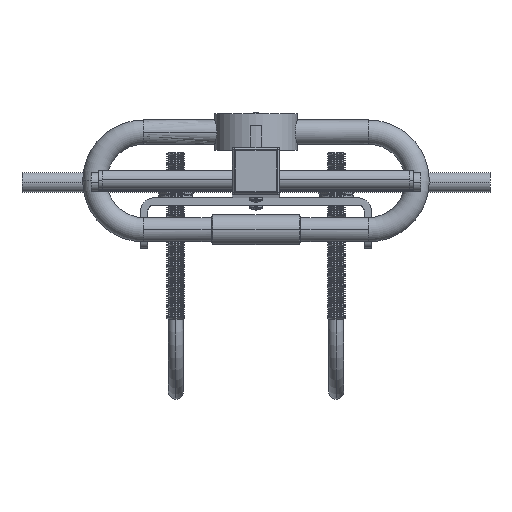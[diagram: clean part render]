
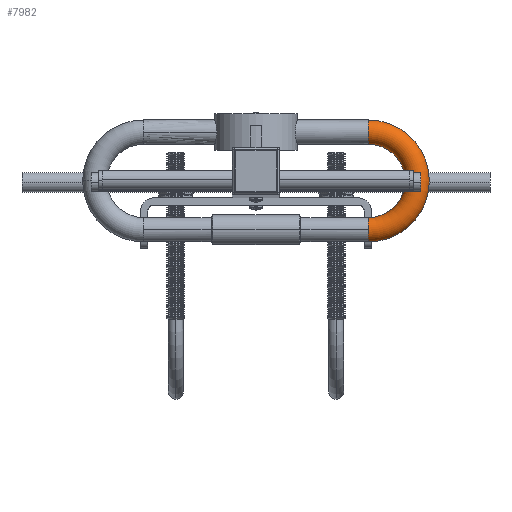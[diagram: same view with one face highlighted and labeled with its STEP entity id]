
A CAD part, top view. The second image highlights one B-rep face of the part: STEP entity #7982.
In plain terms, the highlighted toroidal (fillet/blend) face has major radius 20.701 mm and minor radius 5.144 mm.
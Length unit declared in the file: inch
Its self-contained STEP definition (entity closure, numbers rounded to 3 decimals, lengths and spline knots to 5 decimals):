
#1253 = CIRCLE ( 'NONE', #35096, 0.2025 ) ;
#2483 = DIRECTION ( 'NONE',  ( 0., 0., -1. ) ) ;
#2897 = VERTEX_POINT ( 'NONE', #11306 ) ;
#3386 = EDGE_LOOP ( 'NONE', ( #11084, #12489, #20887, #7078, #22127 ) ) ;
#3453 = CARTESIAN_POINT ( 'NONE',  ( 0., -0.815, 1.875 ) ) ;
#4075 = CARTESIAN_POINT ( 'NONE',  ( 0., 0.2025, 1.875 ) ) ;
#5543 = AXIS2_PLACEMENT_3D ( 'NONE', #28894, #9261, #38759 ) ;
#5811 = EDGE_CURVE ( 'NONE', #6308, #2897, #14951, .T. ) ;
#6308 = VERTEX_POINT ( 'NONE', #4075 ) ;
#7078 = ORIENTED_EDGE ( 'NONE', *, *, #8428, .F. ) ;
#7982 = ADVANCED_FACE ( 'NONE', ( #14244 ), #18859, .T. ) ;
#8428 = EDGE_CURVE ( 'NONE', #26732, #12516, #28025, .T. ) ;
#9033 = CARTESIAN_POINT ( 'NONE',  ( 0., -0.815, 1.875 ) ) ;
#9261 = DIRECTION ( 'NONE',  ( 0., 0., -1. ) ) ;
#10434 = AXIS2_PLACEMENT_3D ( 'NONE', #30355, #33226, #10730 ) ;
#10730 = DIRECTION ( 'NONE',  ( 1., 0., 0. ) ) ;
#11084 = ORIENTED_EDGE ( 'NONE', *, *, #5811, .F. ) ;
#11174 = DIRECTION ( 'NONE',  ( 1., 0., 0. ) ) ;
#11306 = CARTESIAN_POINT ( 'NONE',  ( 0., -1.8325, 1.875 ) ) ;
#11308 = DIRECTION ( 'NONE',  ( 0., 0., -1. ) ) ;
#11513 = VERTEX_POINT ( 'NONE', #12584 ) ;
#12489 = ORIENTED_EDGE ( 'NONE', *, *, #24996, .T. ) ;
#12516 = VERTEX_POINT ( 'NONE', #42021 ) ;
#12584 = CARTESIAN_POINT ( 'NONE',  ( 0., -0.2025, 1.875 ) ) ;
#13679 = CIRCLE ( 'NONE', #37276, 0.6125 ) ;
#14244 = FACE_OUTER_BOUND ( 'NONE', #3386, .T. ) ;
#14951 = CIRCLE ( 'NONE', #24218, 1.0175 ) ;
#16632 = EDGE_CURVE ( 'NONE', #11513, #12516, #13679, .T. ) ;
#18859 = TOROIDAL_SURFACE ( 'NONE', #32708, 0.815, 0.2025 ) ;
#19971 = DIRECTION ( 'NONE',  ( 0., 0., 1. ) ) ;
#20887 = ORIENTED_EDGE ( 'NONE', *, *, #16632, .T. ) ;
#22127 = ORIENTED_EDGE ( 'NONE', *, *, #27613, .F. ) ;
#22916 = DIRECTION ( 'NONE',  ( 1., 0., 0. ) ) ;
#24218 = AXIS2_PLACEMENT_3D ( 'NONE', #24492, #11174, #11308 ) ;
#24492 = CARTESIAN_POINT ( 'NONE',  ( 0., -0.815, 1.875 ) ) ;
#24996 = EDGE_CURVE ( 'NONE', #6308, #11513, #1253, .T. ) ;
#25641 = DIRECTION ( 'NONE',  ( 1., 0., 0. ) ) ;
#26732 = VERTEX_POINT ( 'NONE', #37252 ) ;
#27613 = EDGE_CURVE ( 'NONE', #2897, #26732, #27731, .T. ) ;
#27731 = CIRCLE ( 'NONE', #10434, 0.2025 ) ;
#28025 = CIRCLE ( 'NONE', #5543, 0.2025 ) ;
#28894 = CARTESIAN_POINT ( 'NONE',  ( 0., -1.63, 1.875 ) ) ;
#29510 = DIRECTION ( 'NONE',  ( 0., 0., -1. ) ) ;
#30355 = CARTESIAN_POINT ( 'NONE',  ( 0., -1.63, 1.875 ) ) ;
#32708 = AXIS2_PLACEMENT_3D ( 'NONE', #3453, #22916, #29510 ) ;
#33021 = CARTESIAN_POINT ( 'NONE',  ( 0., 0., 1.875 ) ) ;
#33226 = DIRECTION ( 'NONE',  ( 0., 0., -1. ) ) ;
#35096 = AXIS2_PLACEMENT_3D ( 'NONE', #33021, #19971, #39724 ) ;
#37252 = CARTESIAN_POINT ( 'NONE',  ( -0.2025, -1.63, 1.875 ) ) ;
#37276 = AXIS2_PLACEMENT_3D ( 'NONE', #9033, #25641, #2483 ) ;
#38759 = DIRECTION ( 'NONE',  ( 1., 0., 0. ) ) ;
#39724 = DIRECTION ( 'NONE',  ( 1., 0., 0. ) ) ;
#42021 = CARTESIAN_POINT ( 'NONE',  ( 0., -1.4275, 1.875 ) ) ;
